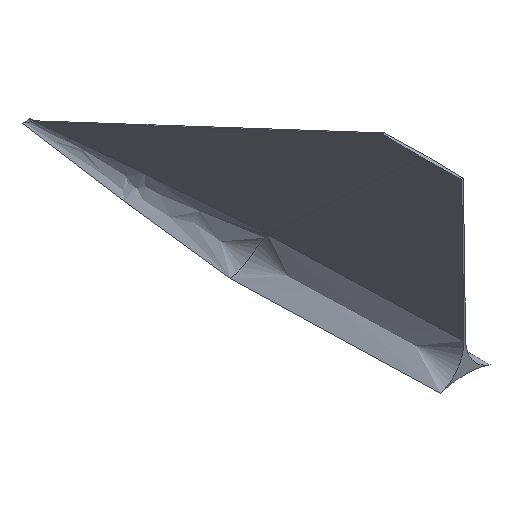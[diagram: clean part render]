
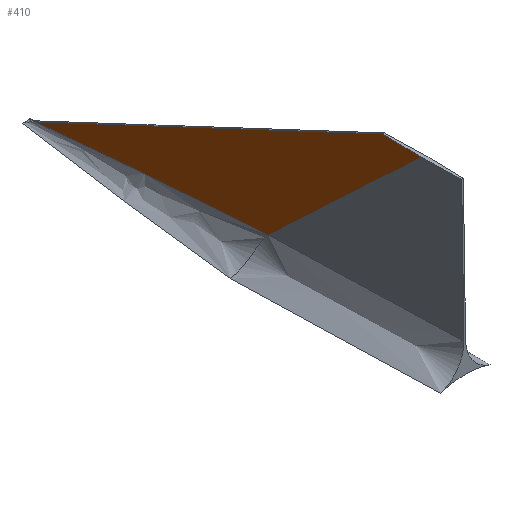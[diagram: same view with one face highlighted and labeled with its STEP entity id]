
A CAD part, isometric view. The second image highlights one B-rep face of the part: STEP entity #410.
In plain terms, the highlighted planar face has unit normal (-0.998, 0.026, 0.056).
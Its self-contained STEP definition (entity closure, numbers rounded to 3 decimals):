
#114=CARTESIAN_POINT('Control Point',(-0.305,-29.245,2.344)) ;
#115=CARTESIAN_POINT('Control Point',(-0.439,-36.221,3.208)) ;
#116=CARTESIAN_POINT('Control Point',(-0.577,-43.203,4.025)) ;
#117=CARTESIAN_POINT('Control Point',(-0.716,-50.188,4.801)) ;
#118=CARTESIAN_POINT('Control Point',(-0.989,-63.603,6.221)) ;
#119=CARTESIAN_POINT('Control Point',(-1.268,-77.03,7.518)) ;
#120=CARTESIAN_POINT('Control Point',(-1.403,-83.462,8.114)) ;
#121=CARTESIAN_POINT('Control Point',(-1.585,-92.039,8.878)) ;
#122=CARTESIAN_POINT('Control Point',(-1.769,-100.619,9.602)) ;
#123=CARTESIAN_POINT('Control Point',(-1.816,-102.764,9.781)) ;
#124=CARTESIAN_POINT('Control Point',(-1.887,-106.072,10.054)) ;
#125=CARTESIAN_POINT('Control Point',(-1.959,-109.38,10.32)) ;
#126=CARTESIAN_POINT('Control Point',(-1.984,-110.544,10.413)) ;
#127=CARTESIAN_POINT('Control Point',(-2.01,-111.708,10.505)) ;
#128=CARTESIAN_POINT('Control Point',(-2.035,-112.872,10.595)) ;
#129=CARTESIAN_POINT('Vertex',(-0.305,-29.245,2.344)) ;
#131=CARTESIAN_POINT('Vertex',(-2.035,-112.872,10.595)) ;
#221=CARTESIAN_POINT('Vertex',(-0.305,-151.258,59.69)) ;
#224=CARTESIAN_POINT('Line Origine',(-0.486,-158.179,59.69)) ;
#228=CARTESIAN_POINT('Vertex',(-0.667,-165.1,59.69)) ;
#373=CARTESIAN_POINT('Line Origine',(-1.351,-138.986,35.143)) ;
#394=CARTESIAN_POINT('Axis2P3D Location',(-0.902,-110.554,29.845)) ;
#399=CARTESIAN_POINT('Line Origine',(-0.305,-90.251,31.017)) ;
#226=VECTOR('Line Direction',#225,1.) ;
#375=VECTOR('Line Direction',#374,1.) ;
#401=VECTOR('Line Direction',#400,1.) ;
#225=DIRECTION('Vector Direction',(-0.026,-1.,0.)) ;
#374=DIRECTION('Vector Direction',(0.019,-0.728,0.685)) ;
#395=DIRECTION('Axis2P3D Direction',(-0.998,0.026,0.056)) ;
#396=DIRECTION('Axis2P3D XDirection',(0.019,-0.728,0.685)) ;
#400=DIRECTION('Vector Direction',(0.,-0.905,0.425)) ;
#397=AXIS2_PLACEMENT_3D('Plane Axis2P3D',#394,#395,#396) ;
#227=LINE('Line',#224,#226) ;
#376=LINE('Line',#373,#375) ;
#402=LINE('Line',#399,#401) ;
#398=PLANE('',#397) ;
#133=EDGE_CURVE('',#130,#132,#113,.T.) ;
#230=EDGE_CURVE('',#222,#229,#227,.T.) ;
#377=EDGE_CURVE('',#132,#229,#376,.T.) ;
#403=EDGE_CURVE('',#130,#222,#402,.T.) ;
#405=ORIENTED_EDGE('',*,*,#377,.T.) ;
#406=ORIENTED_EDGE('',*,*,#230,.F.) ;
#407=ORIENTED_EDGE('',*,*,#403,.F.) ;
#408=ORIENTED_EDGE('',*,*,#133,.T.) ;
#404=EDGE_LOOP('',(#405,#406,#407,#408)) ;
#130=VERTEX_POINT('',#129) ;
#132=VERTEX_POINT('',#131) ;
#222=VERTEX_POINT('',#221) ;
#229=VERTEX_POINT('',#228) ;
#410=ADVANCED_FACE('Printed Core',(#409),#398,.T.) ;
#113=B_SPLINE_CURVE_WITH_KNOTS('',5,(#114,#115,#116,#117,#118,#119,#120,#121,#122,#123,#124,#125,#126,#127,#128),.UNSPECIFIED.,.F.,.U.,(6,3,3,3,6),(129.914,190.613,246.393,264.976,275.06),.UNSPECIFIED.) ;
#409=FACE_OUTER_BOUND('',#404,.T.) ;
